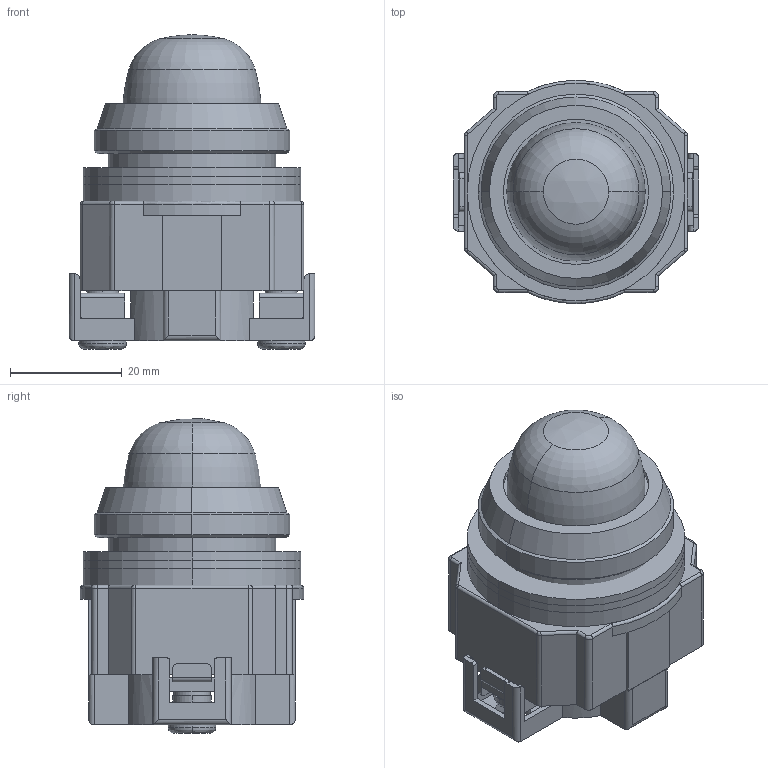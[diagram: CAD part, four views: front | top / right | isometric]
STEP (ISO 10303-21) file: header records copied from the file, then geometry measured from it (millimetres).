
FILE_DESCRIPTION (( 'STEP AP203' ), '1' );
FILE_NAME ('OUTSIDE-APD1nnDN.STEP', '2017-03-13T03:49:45', ( '' ), ( '' ), 'SwSTEP 2.0', 'SolidWorks 2014', '' );
FILE_SCHEMA (( 'CONFIG_CONTROL_DESIGN' ));
Length unit declared in the file: millimetre
Products named in the file (6): OUTSIDE-OG-11; OUTSIDE-OW-12; OUTSIDE-APD-PVL; OUTSIDE-OW-11; OUTSIDE-APD1nnDN; OUTSIDE-APD本体_ダイレクト用
Assembly tree (6 placements, depth 2):
  OUTSIDE-APD1nnDN
    OUTSIDE-APD本体_ダイレクト用
    OUTSIDE-OW-12
    OUTSIDE-OW-11  x2
    OUTSIDE-OG-11
    OUTSIDE-APD-PVL
Bounding box: 44 x 40 x 56.31 mm (x, y, z)
Volume: 51169.5 mm3; surface area: 20668.4 mm2
Topology: 7 solids, 7 shells, 315 faces, 818 edges, 522 vertices
Faces by surface type: plane 152, cylinder 124, bspline 18, cone 10, torus 8, sphere 3
Entity records: 12238 total; most frequent: CARTESIAN_POINT 3970, ORIENTED_EDGE 1612, DIRECTION 1572, EDGE_CURVE 806, AXIS2_PLACEMENT_3D 528, VECTOR 516, LINE 516, VERTEX_POINT 514
